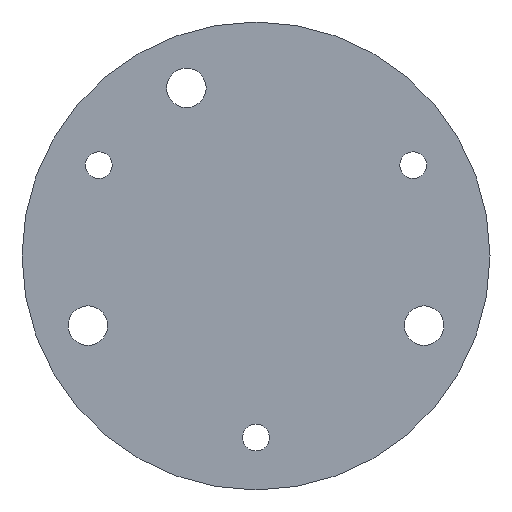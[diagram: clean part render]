
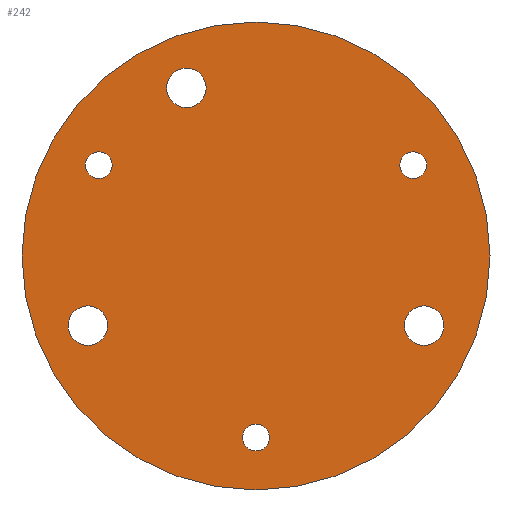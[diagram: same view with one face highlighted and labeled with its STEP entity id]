
A CAD part, front view. The second image highlights one B-rep face of the part: STEP entity #242.
In plain terms, the highlighted planar face has unit normal (0, -1, 0).
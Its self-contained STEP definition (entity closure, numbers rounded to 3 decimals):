
#21=FACE_BOUND('',#59,.T.);
#22=FACE_BOUND('',#60,.T.);
#23=FACE_BOUND('',#61,.T.);
#24=FACE_BOUND('',#62,.T.);
#25=FACE_BOUND('',#63,.T.);
#26=FACE_BOUND('',#64,.T.);
#31=PLANE('',#285);
#37=FACE_OUTER_BOUND('',#58,.T.);
#58=EDGE_LOOP('',(#181));
#59=EDGE_LOOP('',(#182));
#60=EDGE_LOOP('',(#183));
#61=EDGE_LOOP('',(#184));
#62=EDGE_LOOP('',(#185));
#63=EDGE_LOOP('',(#186));
#64=EDGE_LOOP('',(#187));
#100=CIRCLE('',#276,22.504);
#108=CIRCLE('',#286,1.289);
#109=CIRCLE('',#287,1.289);
#110=CIRCLE('',#288,1.289);
#111=CIRCLE('',#289,1.899);
#112=CIRCLE('',#290,1.899);
#113=CIRCLE('',#291,1.899);
#120=VERTEX_POINT('',#394);
#128=VERTEX_POINT('',#413);
#129=VERTEX_POINT('',#415);
#130=VERTEX_POINT('',#417);
#131=VERTEX_POINT('',#419);
#132=VERTEX_POINT('',#421);
#133=VERTEX_POINT('',#423);
#140=EDGE_CURVE('',#120,#120,#100,.T.);
#149=EDGE_CURVE('',#128,#128,#108,.T.);
#150=EDGE_CURVE('',#129,#129,#109,.T.);
#151=EDGE_CURVE('',#130,#130,#110,.T.);
#152=EDGE_CURVE('',#131,#131,#111,.T.);
#153=EDGE_CURVE('',#132,#132,#112,.T.);
#154=EDGE_CURVE('',#133,#133,#113,.T.);
#181=ORIENTED_EDGE('',*,*,#140,.F.);
#182=ORIENTED_EDGE('',*,*,#149,.T.);
#183=ORIENTED_EDGE('',*,*,#150,.T.);
#184=ORIENTED_EDGE('',*,*,#151,.T.);
#185=ORIENTED_EDGE('',*,*,#152,.T.);
#186=ORIENTED_EDGE('',*,*,#153,.T.);
#187=ORIENTED_EDGE('',*,*,#154,.T.);
#242=ADVANCED_FACE('',(#37,#21,#22,#23,#24,#25,#26),#31,.F.);
#276=AXIS2_PLACEMENT_3D('',#395,#314,#315);
#285=AXIS2_PLACEMENT_3D('',#412,#333,#334);
#286=AXIS2_PLACEMENT_3D('',#414,#335,#336);
#287=AXIS2_PLACEMENT_3D('',#416,#337,#338);
#288=AXIS2_PLACEMENT_3D('',#418,#339,#340);
#289=AXIS2_PLACEMENT_3D('',#420,#341,#342);
#290=AXIS2_PLACEMENT_3D('',#422,#343,#344);
#291=AXIS2_PLACEMENT_3D('',#424,#345,#346);
#314=DIRECTION('center_axis',(0.,1.,0.));
#315=DIRECTION('ref_axis',(1.,0.,0.));
#333=DIRECTION('center_axis',(0.,1.,0.));
#334=DIRECTION('ref_axis',(0.,0.,1.));
#335=DIRECTION('center_axis',(0.,1.,0.));
#336=DIRECTION('ref_axis',(0.,0.,1.));
#337=DIRECTION('center_axis',(0.,1.,0.));
#338=DIRECTION('ref_axis',(0.,0.,1.));
#339=DIRECTION('center_axis',(0.,1.,0.));
#340=DIRECTION('ref_axis',(0.,0.,1.));
#341=DIRECTION('center_axis',(0.,1.,0.));
#342=DIRECTION('ref_axis',(0.,0.,1.));
#343=DIRECTION('center_axis',(0.,1.,0.));
#344=DIRECTION('ref_axis',(0.,0.,1.));
#345=DIRECTION('center_axis',(0.,1.,0.));
#346=DIRECTION('ref_axis',(0.,0.,1.));
#394=CARTESIAN_POINT('',(0.,-10.033,22.504));
#395=CARTESIAN_POINT('Origin',(0.,-10.033,0.));
#412=CARTESIAN_POINT('Origin',(0.,-10.033,0.));
#413=CARTESIAN_POINT('',(15.123,-10.033,10.02));
#414=CARTESIAN_POINT('Origin',(15.123,-10.033,8.731));
#415=CARTESIAN_POINT('',(-15.123,-10.033,10.02));
#416=CARTESIAN_POINT('Origin',(-15.123,-10.033,8.731));
#417=CARTESIAN_POINT('',(0.,-10.033,-16.173));
#418=CARTESIAN_POINT('Origin',(0.,-10.033,-17.463));
#419=CARTESIAN_POINT('',(16.168,-10.033,-4.798));
#420=CARTESIAN_POINT('Origin',(16.168,-10.033,-6.697));
#421=CARTESIAN_POINT('',(-6.697,-10.033,18.067));
#422=CARTESIAN_POINT('Origin',(-6.697,-10.033,16.168));
#423=CARTESIAN_POINT('',(-16.168,-10.033,-4.798));
#424=CARTESIAN_POINT('Origin',(-16.168,-10.033,-6.697));
